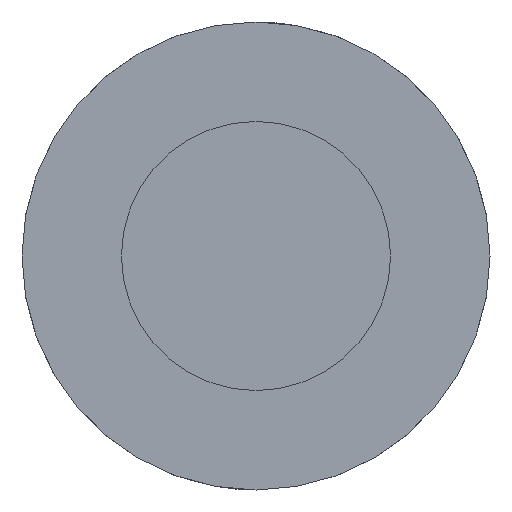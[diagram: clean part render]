
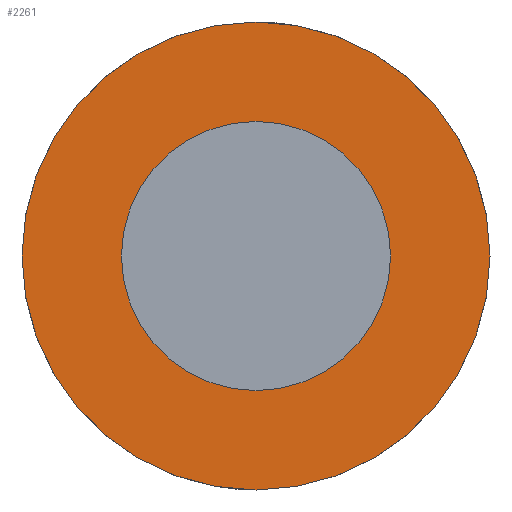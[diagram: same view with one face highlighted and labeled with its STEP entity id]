
A CAD part, left-side view. The second image highlights one B-rep face of the part: STEP entity #2261.
In plain terms, the highlighted face is planar.
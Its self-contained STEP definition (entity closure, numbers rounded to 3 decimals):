
#1298=CARTESIAN_POINT('',(0.,0.,0.));
#1299=DIRECTION('',(0.,0.,-1.));
#1300=DIRECTION('',(-1.,0.,0.));
#1301=AXIS2_PLACEMENT_3D('',#1298,#1299,#1300);
#1306=CARTESIAN_POINT('',(0.,0.,0.));
#1307=DIRECTION('',(0.,0.,1.));
#1308=DIRECTION('',(-1.,0.,0.));
#1309=AXIS2_PLACEMENT_3D('',#1306,#1307,#1308);
#1328=CARTESIAN_POINT('',(0.,0.,0.));
#1329=DIRECTION('',(0.,0.,1.));
#1330=DIRECTION('',(-1.,0.,0.));
#1331=AXIS2_PLACEMENT_3D('',#1328,#1329,#1330);
#1336=CARTESIAN_POINT('',(0.,0.,0.));
#1337=DIRECTION('',(0.,0.,-1.));
#1338=DIRECTION('',(-1.,0.,0.));
#1339=AXIS2_PLACEMENT_3D('',#1336,#1337,#1338);
#1361=CARTESIAN_POINT('',(-40.,0.,0.));
#1363=VERTEX_POINT('',#1361);
#1364=CARTESIAN_POINT('',(-23.,0.,0.));
#1366=VERTEX_POINT('',#1364);
#1369=CARTESIAN_POINT('',(40.,0.,0.));
#1371=VERTEX_POINT('',#1369);
#1372=CARTESIAN_POINT('',(23.,0.,0.));
#1374=VERTEX_POINT('',#1372);
#2246=CARTESIAN_POINT('',(0.,0.,0.));
#2247=DIRECTION('',(0.,0.,-1.));
#2248=DIRECTION('',(1.,0.,0.));
#2249=AXIS2_PLACEMENT_3D('',#2246,#2247,#2248);
#2250=PLANE('',#2249);
#2251=ORIENTED_EDGE('',*,*,#2239,.T.);
#2252=ORIENTED_EDGE('',*,*,#2224,.F.);
#2253=EDGE_LOOP('',(#2251,#2252));
#2254=FACE_OUTER_BOUND('',#2253,.F.);
#2256=ORIENTED_EDGE('',*,*,#2255,.T.);
#2258=ORIENTED_EDGE('',*,*,#2257,.F.);
#2259=EDGE_LOOP('',(#2256,#2258));
#2260=FACE_BOUND('',#2259,.F.);
#1302=CIRCLE('',#1301,40.);
#1310=CIRCLE('',#1309,40.);
#1332=CIRCLE('',#1331,23.);
#1340=CIRCLE('',#1339,23.);
#2224=EDGE_CURVE('',#1363,#1371,#1310,.T.);
#2239=EDGE_CURVE('',#1363,#1371,#1302,.T.);
#2255=EDGE_CURVE('',#1366,#1374,#1332,.T.);
#2257=EDGE_CURVE('',#1366,#1374,#1340,.T.);
#2261=ADVANCED_FACE('',(#2254,#2260),#2250,.F.);
